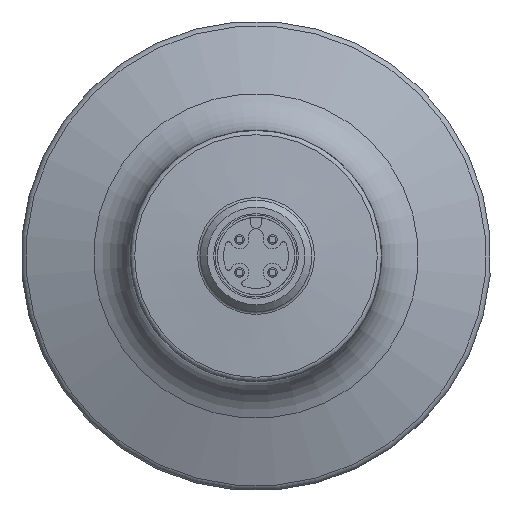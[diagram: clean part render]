
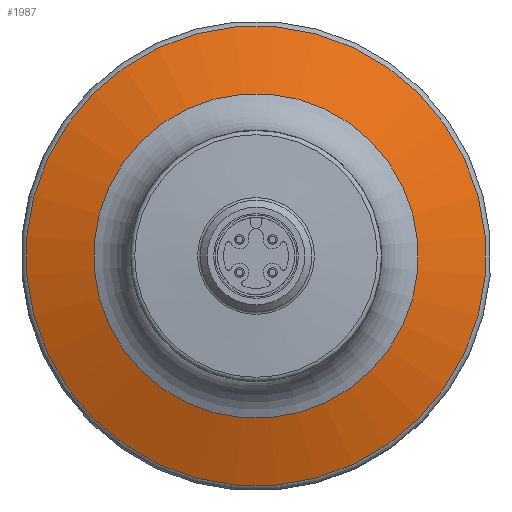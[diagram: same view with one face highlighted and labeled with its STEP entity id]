
A CAD part, front view. The second image highlights one B-rep face of the part: STEP entity #1987.
In plain terms, the highlighted conical face has half-angle 70 degrees and reference radius 24.724 mm.
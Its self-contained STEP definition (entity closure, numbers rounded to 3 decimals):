
#68=CONICAL_SURFACE('',#2118,24.724,1.222);
#363=ORIENTED_EDGE('',*,*,#637,.T.);
#364=ORIENTED_EDGE('',*,*,#638,.F.);
#637=EDGE_CURVE('',#789,#789,#892,.T.);
#638=EDGE_CURVE('',#790,#790,#893,.T.);
#789=VERTEX_POINT('',#2871);
#790=VERTEX_POINT('',#2874);
#892=CIRCLE('',#2117,17.448);
#893=CIRCLE('',#2119,24.724);
#1007=EDGE_LOOP('',(#363));
#1008=EDGE_LOOP('',(#364));
#1152=FACE_BOUND('',#1007,.T.);
#1153=FACE_BOUND('',#1008,.T.);
#1987=ADVANCED_FACE('',(#1152,#1153),#68,.T.);
#2117=AXIS2_PLACEMENT_3D('',#2870,#2417,#2418);
#2118=AXIS2_PLACEMENT_3D('',#2872,#2419,#2420);
#2119=AXIS2_PLACEMENT_3D('',#2873,#2421,#2422);
#2417=DIRECTION('',(0.,1.,0.));
#2418=DIRECTION('',(0.996,0.,-0.087));
#2419=DIRECTION('',(0.,1.,0.));
#2420=DIRECTION('',(0.996,0.,-0.087));
#2421=DIRECTION('',(0.,1.,0.));
#2422=DIRECTION('',(0.996,0.,-0.087));
#2870=CARTESIAN_POINT('',(-0.018,48.838,0.032));
#2871=CARTESIAN_POINT('',(17.364,48.838,-1.488));
#2872=CARTESIAN_POINT('',(-0.018,51.486,0.032));
#2873=CARTESIAN_POINT('',(-0.018,51.486,0.032));
#2874=CARTESIAN_POINT('',(24.612,51.486,-2.123));
